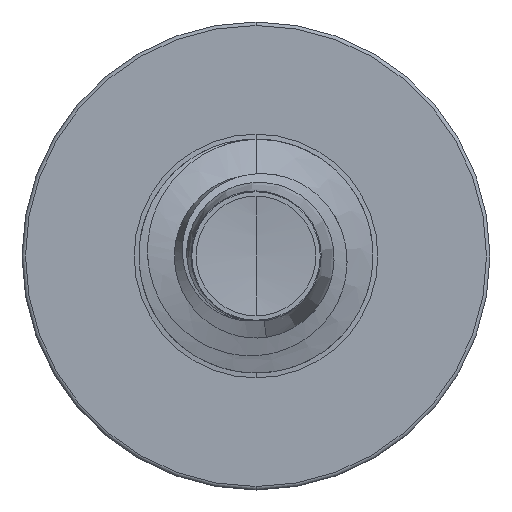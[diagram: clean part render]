
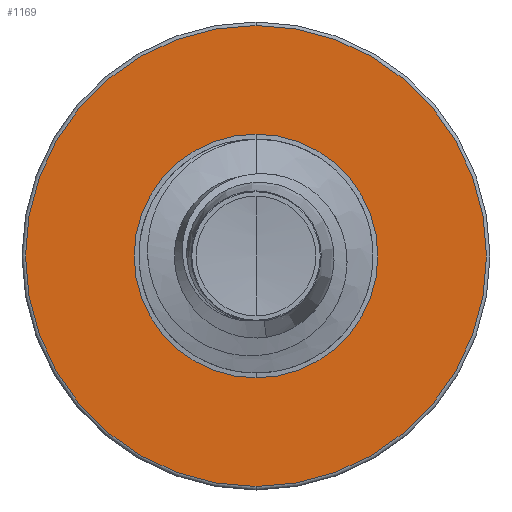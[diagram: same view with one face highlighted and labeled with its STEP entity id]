
A CAD part, front view. The second image highlights one B-rep face of the part: STEP entity #1169.
In plain terms, the highlighted planar face has unit normal (0, -1, 0).
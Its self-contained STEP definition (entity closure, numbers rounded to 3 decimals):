
#297 = AXIS2_PLACEMENT_3D ( 'NONE', #8893, #6458, #9983 ) ;
#458 = AXIS2_PLACEMENT_3D ( 'NONE', #7134, #7121, #7109 ) ;
#1169 = ADVANCED_FACE ( 'NONE', ( #3566, #8958 ), #4396, .F. ) ;
#1207 = ORIENTED_EDGE ( 'NONE', *, *, #11679, .F. ) ;
#1423 = AXIS2_PLACEMENT_3D ( 'NONE', #7065, #7061, #7048 ) ;
#1490 = CARTESIAN_POINT ( 'NONE',  ( 0., 4., -2.955 ) ) ;
#1959 = DIRECTION ( 'NONE',  ( 0., 0., 1. ) ) ;
#1975 = DIRECTION ( 'NONE',  ( 0., 1., 0. ) ) ;
#1993 = CARTESIAN_POINT ( 'NONE',  ( 0., 4., 0. ) ) ;
#2087 = CARTESIAN_POINT ( 'NONE',  ( 0., 4., 1.562 ) ) ;
#2123 = CIRCLE ( 'NONE', #11222, 1.562 ) ;
#2926 = VERTEX_POINT ( 'NONE', #3661 ) ;
#3566 = FACE_OUTER_BOUND ( 'NONE', #6463, .T. ) ;
#3661 = CARTESIAN_POINT ( 'NONE',  ( 0., 4., -1.562 ) ) ;
#3902 = VERTEX_POINT ( 'NONE', #1490 ) ;
#4396 = PLANE ( 'NONE',  #4874 ) ;
#4672 = DIRECTION ( 'NONE',  ( 0., 1., 0. ) ) ;
#4744 = ORIENTED_EDGE ( 'NONE', *, *, #6183, .F. ) ;
#4874 = AXIS2_PLACEMENT_3D ( 'NONE', #5467, #4672, #5311 ) ;
#5311 = DIRECTION ( 'NONE',  ( 0., 0., 1. ) ) ;
#5467 = CARTESIAN_POINT ( 'NONE',  ( 0., 4., -1.562 ) ) ;
#6151 = CIRCLE ( 'NONE', #1423, 2.955 ) ;
#6183 = EDGE_CURVE ( 'NONE', #3902, #10239, #6732, .T. ) ;
#6185 = EDGE_LOOP ( 'NONE', ( #7646, #9816 ) ) ;
#6458 = DIRECTION ( 'NONE',  ( 0., 1., 0. ) ) ;
#6463 = EDGE_LOOP ( 'NONE', ( #1207, #4744 ) ) ;
#6732 = CIRCLE ( 'NONE', #297, 2.955 ) ;
#7048 = DIRECTION ( 'NONE',  ( 0., 0., 1. ) ) ;
#7061 = DIRECTION ( 'NONE',  ( 0., 1., 0. ) ) ;
#7065 = CARTESIAN_POINT ( 'NONE',  ( 0., 4., 0. ) ) ;
#7109 = DIRECTION ( 'NONE',  ( 0., 0., 1. ) ) ;
#7121 = DIRECTION ( 'NONE',  ( 0., 1., 0. ) ) ;
#7134 = CARTESIAN_POINT ( 'NONE',  ( 0., 4., 0. ) ) ;
#7315 = EDGE_CURVE ( 'NONE', #2926, #11000, #2123, .T. ) ;
#7646 = ORIENTED_EDGE ( 'NONE', *, *, #11669, .T. ) ;
#8893 = CARTESIAN_POINT ( 'NONE',  ( 0., 4., 0. ) ) ;
#8958 = FACE_BOUND ( 'NONE', #6185, .T. ) ;
#9142 = CARTESIAN_POINT ( 'NONE',  ( 0., 4., 2.955 ) ) ;
#9816 = ORIENTED_EDGE ( 'NONE', *, *, #7315, .T. ) ;
#9983 = DIRECTION ( 'NONE',  ( 0., 0., 1. ) ) ;
#10239 = VERTEX_POINT ( 'NONE', #9142 ) ;
#11000 = VERTEX_POINT ( 'NONE', #2087 ) ;
#11222 = AXIS2_PLACEMENT_3D ( 'NONE', #1993, #1975, #1959 ) ;
#11669 = EDGE_CURVE ( 'NONE', #11000, #2926, #11766, .T. ) ;
#11679 = EDGE_CURVE ( 'NONE', #10239, #3902, #6151, .T. ) ;
#11766 = CIRCLE ( 'NONE', #458, 1.562 ) ;
